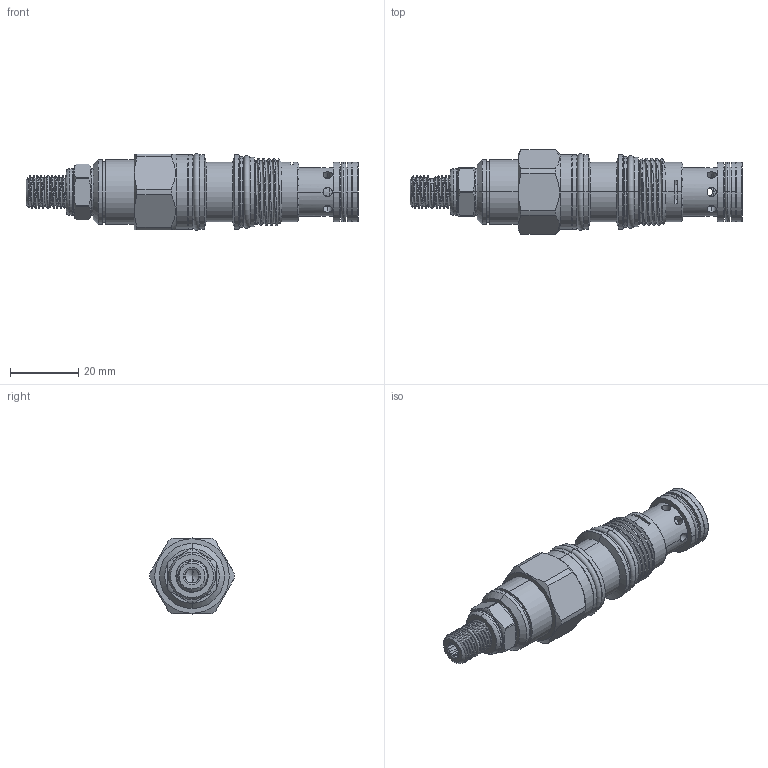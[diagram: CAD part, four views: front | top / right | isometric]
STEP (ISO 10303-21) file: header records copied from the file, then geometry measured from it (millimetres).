
FILE_DESCRIPTION (( 'STEP AP203' ), '1' );
FILE_NAME ('PB11A30-L.STEP', '2016-07-22T05:18:42', ( '' ), ( '' ), 'SwSTEP 2.0', 'SolidWorks 2012', '' );
FILE_SCHEMA (( 'CONFIG_CONTROL_DESIGN' ));
Length unit declared in the file: millimetre
Products named in the file (1): PB11A30-L
Bounding box: 97.3 x 24.79 x 22.55 mm (x, y, z)
Volume: 23665.3 mm3; surface area: 9539.6 mm2
Topology: 4 solids, 7 shells, 314 faces, 791 edges, 495 vertices
Faces by surface type: cylinder 173, plane 67, cone 41, torus 28, bspline 5
Entity records: 16350 total; most frequent: CARTESIAN_POINT 8922, ORIENTED_EDGE 1578, DIRECTION 1518, EDGE_CURVE 789, AXIS2_PLACEMENT_3D 632, VERTEX_POINT 495, EDGE_LOOP 358, CIRCLE 322
